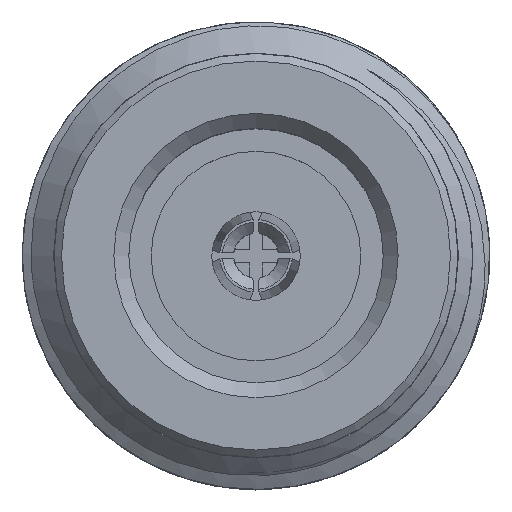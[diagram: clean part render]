
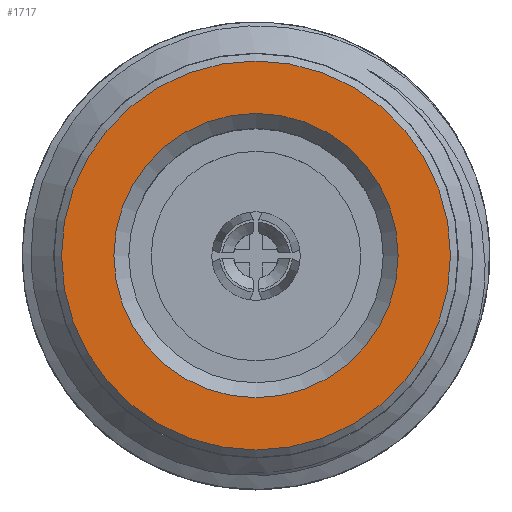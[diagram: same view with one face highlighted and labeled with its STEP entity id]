
A CAD part, top view. The second image highlights one B-rep face of the part: STEP entity #1717.
In plain terms, the highlighted planar face has unit normal (0, 0, 1).
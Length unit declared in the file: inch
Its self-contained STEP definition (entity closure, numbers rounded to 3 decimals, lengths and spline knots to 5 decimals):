
#86 = AXIS2_PLACEMENT_3D ( 'NONE', #3404, #1702, #4309 ) ;
#172 = ORIENTED_EDGE ( 'NONE', *, *, #3560, .T. ) ;
#230 = DIRECTION ( 'NONE',  ( 1., 0., 0. ) ) ;
#740 = DIRECTION ( 'NONE',  ( -1., 0., 0. ) ) ;
#784 = FACE_BOUND ( 'NONE', #5632, .T. ) ;
#833 = CIRCLE ( 'NONE', #4458, 0.19 ) ;
#1283 = VERTEX_POINT ( 'NONE', #1761 ) ;
#1702 = DIRECTION ( 'NONE',  ( 0., 0., 1. ) ) ;
#1717 = ADVANCED_FACE ( 'NONE', ( #784, #4338 ), #3899, .T. ) ;
#1761 = CARTESIAN_POINT ( 'NONE',  ( -0.26, 0., 0. ) ) ;
#2082 = EDGE_LOOP ( 'NONE', ( #3601 ) ) ;
#2173 = VERTEX_POINT ( 'NONE', #3875 ) ;
#3404 = CARTESIAN_POINT ( 'NONE',  ( 0., 0., 0. ) ) ;
#3436 = CIRCLE ( 'NONE', #5105, 0.26 ) ;
#3560 = EDGE_CURVE ( 'NONE', #2173, #2173, #833, .T. ) ;
#3601 = ORIENTED_EDGE ( 'NONE', *, *, #3877, .F. ) ;
#3826 = CARTESIAN_POINT ( 'NONE',  ( 0., 0., 0. ) ) ;
#3875 = CARTESIAN_POINT ( 'NONE',  ( 0.19, 0., 0. ) ) ;
#3877 = EDGE_CURVE ( 'NONE', #1283, #1283, #3436, .T. ) ;
#3899 = PLANE ( 'NONE',  #86 ) ;
#4130 = DIRECTION ( 'NONE',  ( 0., 0., -1. ) ) ;
#4215 = CARTESIAN_POINT ( 'NONE',  ( 0., 0., 0. ) ) ;
#4309 = DIRECTION ( 'NONE',  ( 1., 0., 0. ) ) ;
#4338 = FACE_OUTER_BOUND ( 'NONE', #2082, .T. ) ;
#4458 = AXIS2_PLACEMENT_3D ( 'NONE', #4215, #4130, #230 ) ;
#4667 = DIRECTION ( 'NONE',  ( 0., 0., -1. ) ) ;
#5105 = AXIS2_PLACEMENT_3D ( 'NONE', #3826, #4667, #740 ) ;
#5632 = EDGE_LOOP ( 'NONE', ( #172 ) ) ;
